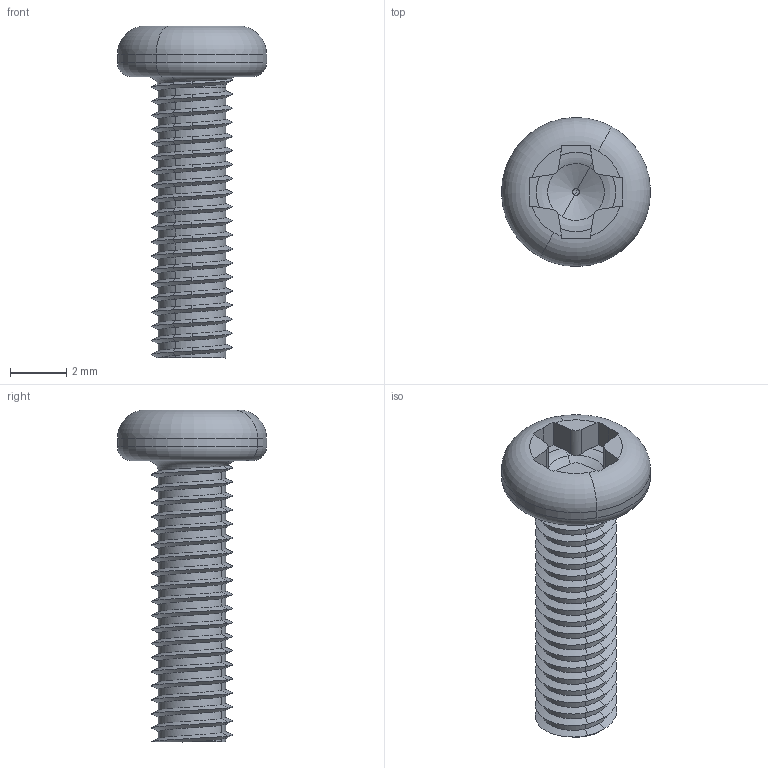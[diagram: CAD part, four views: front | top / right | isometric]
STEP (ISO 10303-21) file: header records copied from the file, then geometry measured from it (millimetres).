
FILE_DESCRIPTION(('CATIA V5 STEP Exchange'),'2;1');
FILE_NAME('M3x10 Philips Screw.stp','2018-04-16T00:26:29+00:00',('none'),('none'),'CATIA Version 5 Release 20 SP 1 (IN-10)','CATIA V5 STEP AP203','none');
FILE_SCHEMA(('CONFIG_CONTROL_DESIGN'));
Length unit declared in the file: millimetre
Products named in the file (1): M3x10 Philips Screw
Bounding box: 5.3 x 5.3 x 11.8 mm (x, y, z)
Volume: 78.6 mm3; surface area: 205.9 mm2
Topology: 1 solids, 1 shells, 251 faces, 587 edges, 337 vertices
Faces by surface type: bspline 162, cylinder 47, plane 26, torus 12, cone 2, sphere 2
Entity records: 9507 total; most frequent: CARTESIAN_POINT 5488, ORIENTED_EDGE 1170, EDGE_CURVE 585, B_SPLINE_CURVE_WITH_KNOTS 453, VERTEX_POINT 337, EDGE_LOOP 252, ADVANCED_FACE 251, FACE_OUTER_BOUND 251
